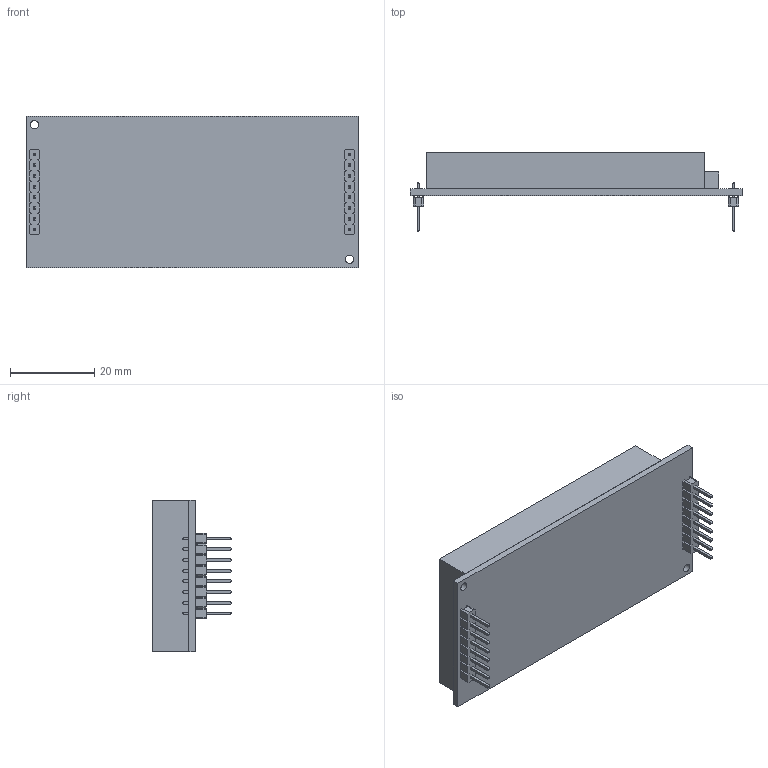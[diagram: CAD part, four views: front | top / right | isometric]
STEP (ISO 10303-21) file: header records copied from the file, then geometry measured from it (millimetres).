
FILE_DESCRIPTION(/* description */ (''),/* implementation_level */ '2;1');
FILE_NAME(/* name */ 'LCD NHD-0420H1Z-FSW-GBW v3.step',/* time_stamp */ '2018-04-03T11:21:54-06:00',/* author */ ('richesbc'),/* organization */ (''),/* preprocessor_version */ 'ST-DEVELOPER v16.13',/* originating_system */ 'Autodesk Translation Framework v6.5.0.72',/* authorisation */ '');
FILE_SCHEMA (('AUTOMOTIVE_DESIGN { 1 0 10303 214 3 1 1 }'));
Length unit declared in the file: millimetre
Products named in the file (7): LCD NHD-0420H1Z-FSW-GBW; 8x1 header; 6130xx11121_PIN; 61300811121; 8x1 header v1(Mirror); 6130xx11121_PIN(Mirror); 61300811121(Mirror)
Assembly tree (20 placements, depth 3):
  LCD NHD-0420H1Z-FSW-GBW
    8x1 header
      6130xx11121_PIN  x8
      61300811121
    8x1 header v1(Mirror)
      6130xx11121_PIN(Mirror)  x8
      61300811121(Mirror)
Bounding box: 79 x 18.74 x 36 mm (x, y, z)
Volume: 25387.2 mm3; surface area: 14083.8 mm2
Topology: 21 solids, 21 shells, 497 faces, 1234 edges, 780 vertices
Faces by surface type: plane 479, cylinder 18
Full cylindrical faces by diameter (mm): 1.1 x16, 2 x2
Entity records: 10216 total; most frequent: CARTESIAN_POINT 1726, ORIENTED_EDGE 1684, DIRECTION 1534, EDGE_CURVE 842, LINE 806, VECTOR 806, VERTEX_POINT 556, EDGE_LOOP 370
